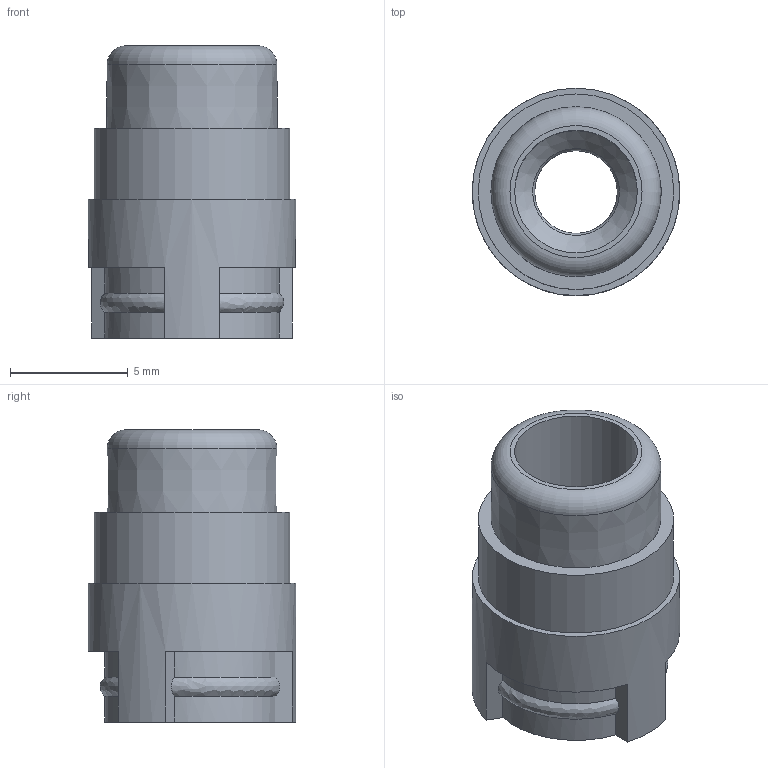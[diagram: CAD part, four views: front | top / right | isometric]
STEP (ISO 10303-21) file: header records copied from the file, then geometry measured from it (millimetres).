
FILE_DESCRIPTION(/* description */ (''),/* implementation_level */ '2;1');
FILE_NAME(/* name */ '100740517ugm000_a.stp',/* time_stamp */ '2017-09-26T12:30:18+02:00',/* author */ (''),/* organization */ (''),/* preprocessor_version */ 'ST-DEVELOPER v16',/* originating_system */ 'SIEMENS PLM Software NX 10.0',/* authorisation */ '');
FILE_SCHEMA (('AUTOMOTIVE_DESIGN { 1 0 10303 214 3 1 1 1 }'));
Length unit declared in the file: millimetre
Products named in the file (1): 100740517ugm000_a
Bounding box: 8.8 x 8.8 x 12.4 mm (x, y, z)
Volume: 375.6 mm3; surface area: 600 mm2
Topology: 1 solids, 1 shells, 34 faces, 93 edges, 65 vertices
Faces by surface type: plane 15, cylinder 11, bspline 4, cone 3, torus 1
Full cylindrical faces by diameter (mm): 3.5 x1, 4 x1, 5.2 x1, 8.3 x1, 8.8 x1
Entity records: 1393 total; most frequent: CARTESIAN_POINT 535, DIRECTION 172, ORIENTED_EDGE 162, EDGE_CURVE 81, AXIS2_PLACEMENT_3D 71, VERTEX_POINT 63, EDGE_LOOP 50, CIRCLE 40
